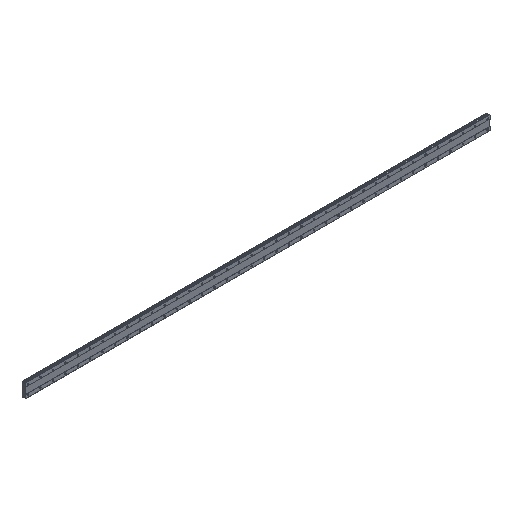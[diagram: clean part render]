
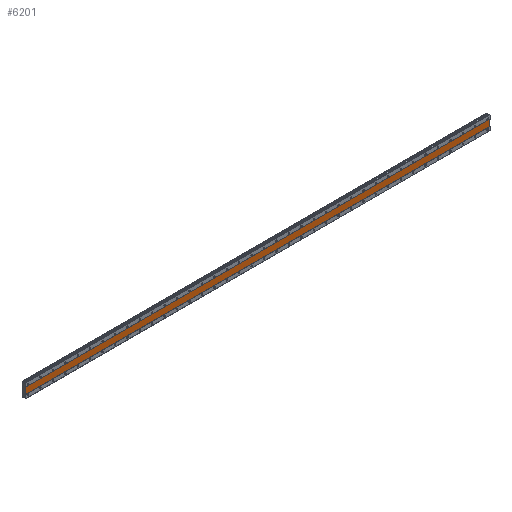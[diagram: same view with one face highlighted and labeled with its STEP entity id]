
A CAD part, isometric view. The second image highlights one B-rep face of the part: STEP entity #6201.
In plain terms, the highlighted planar face has unit normal (0, -1, 0).
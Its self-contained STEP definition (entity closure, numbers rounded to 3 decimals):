
#427 = ORIENTED_EDGE ( 'NONE', *, *, #9477, .F. ) ;
#498 = VECTOR ( 'NONE', #7542, 1000. ) ;
#882 = LINE ( 'NONE', #7586, #12794 ) ;
#895 = CARTESIAN_POINT ( 'NONE',  ( 2975., 1., -20. ) ) ;
#1066 = VECTOR ( 'NONE', #4655, 1000. ) ;
#1686 = VERTEX_POINT ( 'NONE', #12226 ) ;
#2356 = PLANE ( 'NONE',  #2734 ) ;
#2553 = VERTEX_POINT ( 'NONE', #6426 ) ;
#2564 = LINE ( 'NONE', #4365, #498 ) ;
#2734 = AXIS2_PLACEMENT_3D ( 'NONE', #3462, #4366, #12315 ) ;
#2798 = EDGE_CURVE ( 'NONE', #2553, #1686, #882, .T. ) ;
#3021 = DIRECTION ( 'NONE',  ( -1., 0., 0. ) ) ;
#3274 = ORIENTED_EDGE ( 'NONE', *, *, #6831, .F. ) ;
#3462 = CARTESIAN_POINT ( 'NONE',  ( 2975., 1., 20. ) ) ;
#3478 = CARTESIAN_POINT ( 'NONE',  ( 2975., 1., 20. ) ) ;
#3592 = VECTOR ( 'NONE', #3021, 1000. ) ;
#3852 = ORIENTED_EDGE ( 'NONE', *, *, #2798, .F. ) ;
#4365 = CARTESIAN_POINT ( 'NONE',  ( -15., 1., 20. ) ) ;
#4366 = DIRECTION ( 'NONE',  ( 0., 1., 0. ) ) ;
#4655 = DIRECTION ( 'NONE',  ( 0., 0., -1. ) ) ;
#4871 = DIRECTION ( 'NONE',  ( 1., 0., 0. ) ) ;
#5595 = LINE ( 'NONE', #3478, #1066 ) ;
#6201 = ADVANCED_FACE ( 'NONE', ( #12189 ), #2356, .F. ) ;
#6426 = CARTESIAN_POINT ( 'NONE',  ( -15., 1., 20. ) ) ;
#6831 = EDGE_CURVE ( 'NONE', #1686, #11191, #5595, .T. ) ;
#7542 = DIRECTION ( 'NONE',  ( 0., 0., 1. ) ) ;
#7586 = CARTESIAN_POINT ( 'NONE',  ( 2975., 1., 20. ) ) ;
#7759 = VERTEX_POINT ( 'NONE', #8476 ) ;
#8120 = ORIENTED_EDGE ( 'NONE', *, *, #9673, .F. ) ;
#8476 = CARTESIAN_POINT ( 'NONE',  ( -15., 1., -20. ) ) ;
#9477 = EDGE_CURVE ( 'NONE', #11191, #7759, #11056, .T. ) ;
#9673 = EDGE_CURVE ( 'NONE', #7759, #2553, #2564, .T. ) ;
#10980 = CARTESIAN_POINT ( 'NONE',  ( 2975., 1., -20. ) ) ;
#11056 = LINE ( 'NONE', #10980, #3592 ) ;
#11191 = VERTEX_POINT ( 'NONE', #895 ) ;
#11722 = EDGE_LOOP ( 'NONE', ( #427, #3274, #3852, #8120 ) ) ;
#12189 = FACE_OUTER_BOUND ( 'NONE', #11722, .T. ) ;
#12226 = CARTESIAN_POINT ( 'NONE',  ( 2975., 1., 20. ) ) ;
#12315 = DIRECTION ( 'NONE',  ( 0., 0., 1. ) ) ;
#12794 = VECTOR ( 'NONE', #4871, 1000. ) ;
